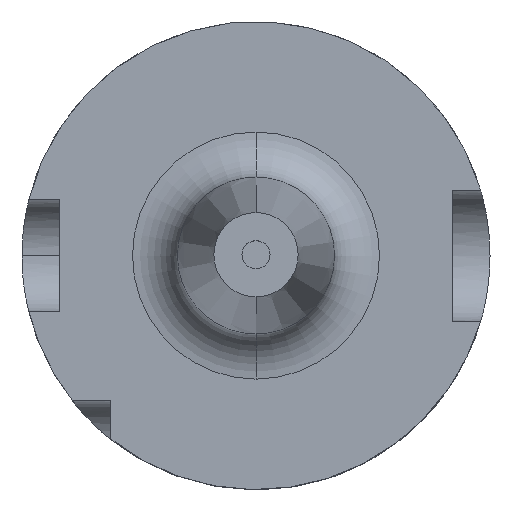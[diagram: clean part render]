
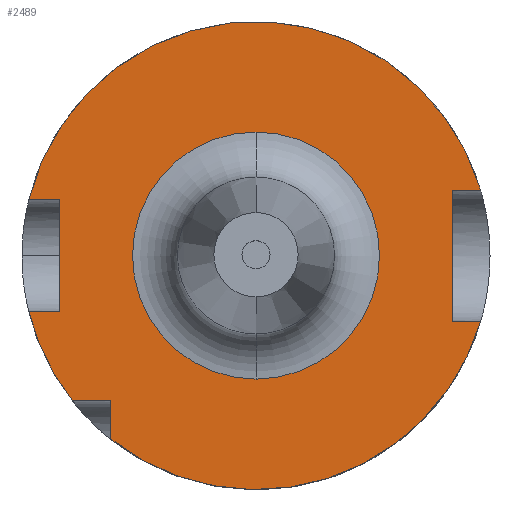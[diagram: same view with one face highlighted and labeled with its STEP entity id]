
A CAD part, top view. The second image highlights one B-rep face of the part: STEP entity #2489.
In plain terms, the highlighted planar face has unit normal (0, 0, 1).
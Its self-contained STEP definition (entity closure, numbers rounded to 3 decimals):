
#11 = DIRECTION ( 'NONE',  ( 1., 0., 0. ) ) ;
#17 = EDGE_CURVE ( 'NONE', #315, #662, #3046, .T. ) ;
#37 = CARTESIAN_POINT ( 'NONE',  ( 31., -7., 26. ) ) ;
#55 = CARTESIAN_POINT ( 'NONE',  ( 31., 7., 26. ) ) ;
#59 = VERTEX_POINT ( 'NONE', #288 ) ;
#67 = DIRECTION ( 'NONE',  ( 0., 0., 1. ) ) ;
#159 = DIRECTION ( 'NONE',  ( 0., -1., 0. ) ) ;
#185 = CARTESIAN_POINT ( 'NONE',  ( -15.5, -19.615, 26. ) ) ;
#189 = AXIS2_PLACEMENT_3D ( 'NONE', #1014, #1499, #286 ) ;
#221 = VECTOR ( 'NONE', #1205, 1000. ) ;
#229 = CARTESIAN_POINT ( 'NONE',  ( -21., -6., 26. ) ) ;
#232 = EDGE_CURVE ( 'NONE', #1753, #2131, #1522, .T. ) ;
#281 = VECTOR ( 'NONE', #11, 1000. ) ;
#286 = DIRECTION ( 'NONE',  ( 0., 1., 0. ) ) ;
#288 = CARTESIAN_POINT ( 'NONE',  ( -21., 6., 26. ) ) ;
#294 = EDGE_CURVE ( 'NONE', #1604, #315, #2700, .T. ) ;
#301 = ORIENTED_EDGE ( 'NONE', *, *, #566, .T. ) ;
#308 = ORIENTED_EDGE ( 'NONE', *, *, #2196, .T. ) ;
#315 = VERTEX_POINT ( 'NONE', #185 ) ;
#413 = ORIENTED_EDGE ( 'NONE', *, *, #975, .T. ) ;
#417 = CARTESIAN_POINT ( 'NONE',  ( -15.5, 25., 26. ) ) ;
#442 = LINE ( 'NONE', #37, #2265 ) ;
#539 = LINE ( 'NONE', #55, #825 ) ;
#549 = VECTOR ( 'NONE', #159, 1000. ) ;
#566 = EDGE_CURVE ( 'NONE', #662, #2867, #442, .T. ) ;
#567 = AXIS2_PLACEMENT_3D ( 'NONE', #2721, #1781, #1300 ) ;
#601 = EDGE_CURVE ( 'NONE', #867, #1604, #916, .T. ) ;
#610 = LINE ( 'NONE', #717, #2175 ) ;
#639 = ORIENTED_EDGE ( 'NONE', *, *, #2255, .F. ) ;
#662 = VERTEX_POINT ( 'NONE', #1543 ) ;
#711 = CARTESIAN_POINT ( 'NONE',  ( 0., -15.5, 26. ) ) ;
#717 = CARTESIAN_POINT ( 'NONE',  ( -21., -6., 26. ) ) ;
#742 = FACE_OUTER_BOUND ( 'NONE', #2571, .T. ) ;
#758 = AXIS2_PLACEMENT_3D ( 'NONE', #2397, #1213, #1938 ) ;
#825 = VECTOR ( 'NONE', #1195, 1000. ) ;
#848 = LINE ( 'NONE', #1949, #221 ) ;
#867 = VERTEX_POINT ( 'NONE', #1193 ) ;
#916 = LINE ( 'NONE', #711, #281 ) ;
#939 = LINE ( 'NONE', #1661, #2582 ) ;
#975 = EDGE_CURVE ( 'NONE', #2131, #59, #1957, .T. ) ;
#1013 = CARTESIAN_POINT ( 'NONE',  ( 21., -7., 26. ) ) ;
#1014 = CARTESIAN_POINT ( 'NONE',  ( 0., 0., 26. ) ) ;
#1015 = ORIENTED_EDGE ( 'NONE', *, *, #2293, .T. ) ;
#1018 = CIRCLE ( 'NONE', #567, 13.197 ) ;
#1069 = CARTESIAN_POINT ( 'NONE',  ( -24.269, 6., 26. ) ) ;
#1084 = CARTESIAN_POINT ( 'NONE',  ( 0., 25., 26. ) ) ;
#1138 = ORIENTED_EDGE ( 'NONE', *, *, #1175, .T. ) ;
#1170 = CIRCLE ( 'NONE', #2974, 25. ) ;
#1175 = EDGE_CURVE ( 'NONE', #2331, #867, #1170, .T. ) ;
#1193 = CARTESIAN_POINT ( 'NONE',  ( -19.615, -15.5, 26. ) ) ;
#1195 = DIRECTION ( 'NONE',  ( -1., 0., 0. ) ) ;
#1205 = DIRECTION ( 'NONE',  ( 0., -1., 0. ) ) ;
#1213 = DIRECTION ( 'NONE',  ( 0., 0., 1. ) ) ;
#1300 = DIRECTION ( 'NONE',  ( 0., 1., 0. ) ) ;
#1320 = VECTOR ( 'NONE', #2474, 1000. ) ;
#1361 = ORIENTED_EDGE ( 'NONE', *, *, #232, .T. ) ;
#1379 = VERTEX_POINT ( 'NONE', #2647 ) ;
#1388 = DIRECTION ( 'NONE',  ( 0., 0., 1. ) ) ;
#1417 = CARTESIAN_POINT ( 'NONE',  ( 21., 7., 26. ) ) ;
#1474 = ORIENTED_EDGE ( 'NONE', *, *, #2796, .F. ) ;
#1499 = DIRECTION ( 'NONE',  ( 0., 0., -1. ) ) ;
#1522 = CIRCLE ( 'NONE', #2714, 25. ) ;
#1542 = CARTESIAN_POINT ( 'NONE',  ( 0., -13.197, 26. ) ) ;
#1543 = CARTESIAN_POINT ( 'NONE',  ( 24., -7., 26. ) ) ;
#1561 = ORIENTED_EDGE ( 'NONE', *, *, #294, .T. ) ;
#1604 = VERTEX_POINT ( 'NONE', #2755 ) ;
#1634 = VERTEX_POINT ( 'NONE', #1417 ) ;
#1641 = FACE_BOUND ( 'NONE', #2660, .T. ) ;
#1661 = CARTESIAN_POINT ( 'NONE',  ( -31., -6., 26. ) ) ;
#1667 = AXIS2_PLACEMENT_3D ( 'NONE', #1084, #2511, #2986 ) ;
#1753 = VERTEX_POINT ( 'NONE', #2651 ) ;
#1781 = DIRECTION ( 'NONE',  ( 0., 0., -1. ) ) ;
#1810 = VERTEX_POINT ( 'NONE', #229 ) ;
#1848 = EDGE_CURVE ( 'NONE', #2669, #1379, #2064, .T. ) ;
#1868 = DIRECTION ( 'NONE',  ( 1., 0., 0. ) ) ;
#1938 = DIRECTION ( 'NONE',  ( 1., 0., 0. ) ) ;
#1949 = CARTESIAN_POINT ( 'NONE',  ( 21., -7., 26. ) ) ;
#1957 = LINE ( 'NONE', #2972, #1320 ) ;
#2024 = PLANE ( 'NONE',  #1667 ) ;
#2064 = CIRCLE ( 'NONE', #189, 13.197 ) ;
#2131 = VERTEX_POINT ( 'NONE', #1069 ) ;
#2157 = ORIENTED_EDGE ( 'NONE', *, *, #17, .T. ) ;
#2169 = DIRECTION ( 'NONE',  ( 1., 0., 0. ) ) ;
#2175 = VECTOR ( 'NONE', #2412, 1000. ) ;
#2196 = EDGE_CURVE ( 'NONE', #1379, #2669, #1018, .T. ) ;
#2255 = EDGE_CURVE ( 'NONE', #1753, #1634, #539, .T. ) ;
#2265 = VECTOR ( 'NONE', #2626, 1000. ) ;
#2275 = ORIENTED_EDGE ( 'NONE', *, *, #2327, .F. ) ;
#2293 = EDGE_CURVE ( 'NONE', #59, #1810, #610, .T. ) ;
#2327 = EDGE_CURVE ( 'NONE', #2331, #1810, #939, .T. ) ;
#2331 = VERTEX_POINT ( 'NONE', #2866 ) ;
#2341 = ORIENTED_EDGE ( 'NONE', *, *, #601, .T. ) ;
#2351 = CARTESIAN_POINT ( 'NONE',  ( 0., 0., 26. ) ) ;
#2397 = CARTESIAN_POINT ( 'NONE',  ( 0., 0., 26. ) ) ;
#2412 = DIRECTION ( 'NONE',  ( 0., -1., 0. ) ) ;
#2474 = DIRECTION ( 'NONE',  ( 1., 0., 0. ) ) ;
#2489 = ADVANCED_FACE ( 'NONE', ( #1641, #742 ), #2024, .F. ) ;
#2511 = DIRECTION ( 'NONE',  ( 0., 0., -1. ) ) ;
#2571 = EDGE_LOOP ( 'NONE', ( #1138, #2341, #1561, #2157, #301, #1474, #639, #1361, #413, #1015, #2275 ) ) ;
#2582 = VECTOR ( 'NONE', #2169, 1000. ) ;
#2626 = DIRECTION ( 'NONE',  ( -1., 0., 0. ) ) ;
#2647 = CARTESIAN_POINT ( 'NONE',  ( 0., 13.197, 26. ) ) ;
#2651 = CARTESIAN_POINT ( 'NONE',  ( 24., 7., 26. ) ) ;
#2660 = EDGE_LOOP ( 'NONE', ( #308, #2697 ) ) ;
#2669 = VERTEX_POINT ( 'NONE', #1542 ) ;
#2681 = DIRECTION ( 'NONE',  ( 1., 0., 0. ) ) ;
#2697 = ORIENTED_EDGE ( 'NONE', *, *, #1848, .T. ) ;
#2700 = LINE ( 'NONE', #417, #549 ) ;
#2714 = AXIS2_PLACEMENT_3D ( 'NONE', #2351, #1388, #1868 ) ;
#2721 = CARTESIAN_POINT ( 'NONE',  ( 0., 0., 26. ) ) ;
#2755 = CARTESIAN_POINT ( 'NONE',  ( -15.5, -15.5, 26. ) ) ;
#2796 = EDGE_CURVE ( 'NONE', #1634, #2867, #848, .T. ) ;
#2866 = CARTESIAN_POINT ( 'NONE',  ( -24.269, -6., 26. ) ) ;
#2867 = VERTEX_POINT ( 'NONE', #1013 ) ;
#2952 = CARTESIAN_POINT ( 'NONE',  ( 0., 0., 26. ) ) ;
#2972 = CARTESIAN_POINT ( 'NONE',  ( -31., 6., 26. ) ) ;
#2974 = AXIS2_PLACEMENT_3D ( 'NONE', #2952, #67, #2681 ) ;
#2986 = DIRECTION ( 'NONE',  ( -1., 0., 0. ) ) ;
#3046 = CIRCLE ( 'NONE', #758, 25. ) ;
